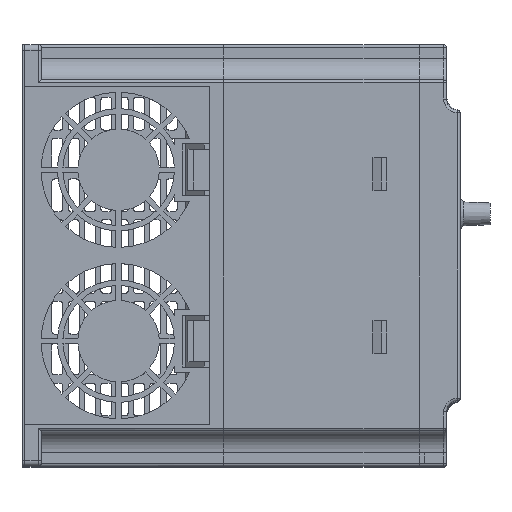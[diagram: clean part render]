
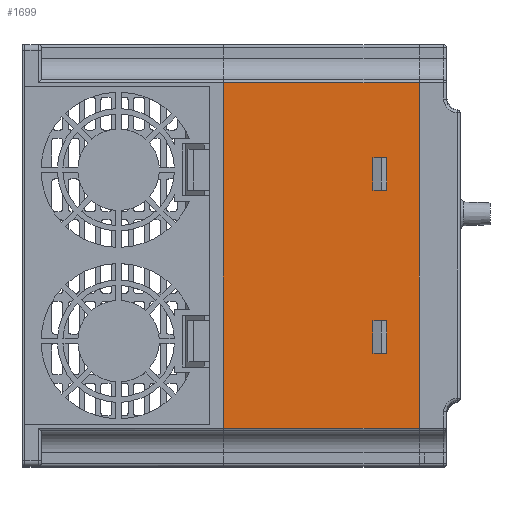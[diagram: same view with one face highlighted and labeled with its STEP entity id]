
A CAD part, top view. The second image highlights one B-rep face of the part: STEP entity #1699.
In plain terms, the highlighted planar face has unit normal (0, 0, 1).
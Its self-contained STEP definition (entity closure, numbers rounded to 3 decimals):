
#1699=ADVANCED_FACE('',(#14460,#14462,#14464),#14466,.T.);
#14460=FACE_BOUND('',#14461,.T.);
#14461=EDGE_LOOP('',(#29469,#29470,#29471,#29472));
#14462=FACE_BOUND('',#14463,.T.);
#14463=EDGE_LOOP('',(#29473,#29474,#29475,#29476));
#14464=FACE_BOUND('',#14465,.T.);
#14465=EDGE_LOOP('',(#29477,#29478,#29479,#29480));
#14466=PLANE('',#14467);
#14467=AXIS2_PLACEMENT_3D('',#14468,#14469,#14470);
#14468=CARTESIAN_POINT('',(0.,64.5,112.5));
#14469=DIRECTION('',(0.,0.,1.));
#14470=DIRECTION('',(0.,-1.,0.));
#29469=ORIENTED_EDGE('',*,*,#37183,.T.);
#29470=ORIENTED_EDGE('',*,*,#36919,.F.);
#29471=ORIENTED_EDGE('',*,*,#37182,.F.);
#29472=ORIENTED_EDGE('',*,*,#37184,.T.);
#29473=ORIENTED_EDGE('',*,*,#37185,.T.);
#29474=ORIENTED_EDGE('',*,*,#37186,.T.);
#29475=ORIENTED_EDGE('',*,*,#37187,.T.);
#29476=ORIENTED_EDGE('',*,*,#37188,.T.);
#29477=ORIENTED_EDGE('',*,*,#37189,.T.);
#29478=ORIENTED_EDGE('',*,*,#37190,.T.);
#29479=ORIENTED_EDGE('',*,*,#37191,.T.);
#29480=ORIENTED_EDGE('',*,*,#37192,.T.);
#36919=EDGE_CURVE('',#44812,#44814,#44815,.T.);
#37182=EDGE_CURVE('',#45239,#44812,#45241,.T.);
#37183=EDGE_CURVE('',#45242,#44814,#45243,.T.);
#37184=EDGE_CURVE('',#45239,#45242,#45244,.T.);
#37185=EDGE_CURVE('',#45245,#45246,#45247,.F.);
#37186=EDGE_CURVE('',#45246,#45248,#45249,.F.);
#37187=EDGE_CURVE('',#45248,#45250,#45251,.F.);
#37188=EDGE_CURVE('',#45250,#45245,#45252,.F.);
#37189=EDGE_CURVE('',#45253,#45254,#45255,.F.);
#37190=EDGE_CURVE('',#45254,#45256,#45257,.F.);
#37191=EDGE_CURVE('',#45256,#45258,#45259,.F.);
#37192=EDGE_CURVE('',#45258,#45253,#45260,.F.);
#44812=VERTEX_POINT('',#61773);
#44814=VERTEX_POINT('',#61778);
#44815=LINE('',#61779,#61780);
#45239=VERTEX_POINT('',#62786);
#45241=LINE('',#62791,#62792);
#45242=VERTEX_POINT('',#62794);
#45243=LINE('',#62795,#62796);
#45244=LINE('',#62798,#62799);
#45245=VERTEX_POINT('',#62801);
#45246=VERTEX_POINT('',#62802);
#45247=LINE('',#62803,#62804);
#45248=VERTEX_POINT('',#62806);
#45249=LINE('',#62807,#62808);
#45250=VERTEX_POINT('',#62810);
#45251=LINE('',#62811,#62812);
#45252=LINE('',#62814,#62815);
#45253=VERTEX_POINT('',#62817);
#45254=VERTEX_POINT('',#62818);
#45255=LINE('',#62819,#62820);
#45256=VERTEX_POINT('',#62822);
#45257=LINE('',#62823,#62824);
#45258=VERTEX_POINT('',#62826);
#45259=LINE('',#62827,#62828);
#45260=LINE('',#62830,#62831);
#61773=CARTESIAN_POINT('',(72.,63.5,112.5));
#61778=CARTESIAN_POINT('',(72.,-63.5,112.5));
#61779=CARTESIAN_POINT('',(72.,63.5,112.5));
#61780=VECTOR('',#61781,1.);
#61781=DIRECTION('',(0.,-1.,0.));
#62786=CARTESIAN_POINT('',(0.,63.5,112.5));
#62791=CARTESIAN_POINT('',(0.,63.5,112.5));
#62792=VECTOR('',#62793,1.);
#62793=DIRECTION('',(1.,0.,0.));
#62794=CARTESIAN_POINT('',(0.,-63.5,112.5));
#62795=CARTESIAN_POINT('',(0.,-63.5,112.5));
#62796=VECTOR('',#62797,1.);
#62797=DIRECTION('',(1.,0.,0.));
#62798=CARTESIAN_POINT('',(0.,63.5,112.5));
#62799=VECTOR('',#62800,1.);
#62800=DIRECTION('',(0.,-1.,0.));
#62801=CARTESIAN_POINT('',(55.,36.,112.5));
#62802=CARTESIAN_POINT('',(60.,36.,112.5));
#62803=CARTESIAN_POINT('',(60.,36.,112.5));
#62804=VECTOR('',#62805,1.);
#62805=DIRECTION('',(-1.,0.,0.));
#62806=CARTESIAN_POINT('',(60.,24.,112.5));
#62807=CARTESIAN_POINT('',(60.,24.,112.5));
#62808=VECTOR('',#62809,1.);
#62809=DIRECTION('',(0.,1.,0.));
#62810=CARTESIAN_POINT('',(55.,24.,112.5));
#62811=CARTESIAN_POINT('',(55.,24.,112.5));
#62812=VECTOR('',#62813,1.);
#62813=DIRECTION('',(1.,0.,0.));
#62814=CARTESIAN_POINT('',(55.,36.,112.5));
#62815=VECTOR('',#62816,1.);
#62816=DIRECTION('',(0.,-1.,0.));
#62817=CARTESIAN_POINT('',(55.,-24.,112.5));
#62818=CARTESIAN_POINT('',(60.,-24.,112.5));
#62819=CARTESIAN_POINT('',(60.,-24.,112.5));
#62820=VECTOR('',#62821,1.);
#62821=DIRECTION('',(-1.,0.,0.));
#62822=CARTESIAN_POINT('',(60.,-36.,112.5));
#62823=CARTESIAN_POINT('',(60.,-36.,112.5));
#62824=VECTOR('',#62825,1.);
#62825=DIRECTION('',(0.,1.,0.));
#62826=CARTESIAN_POINT('',(55.,-36.,112.5));
#62827=CARTESIAN_POINT('',(55.,-36.,112.5));
#62828=VECTOR('',#62829,1.);
#62829=DIRECTION('',(1.,0.,0.));
#62830=CARTESIAN_POINT('',(55.,-24.,112.5));
#62831=VECTOR('',#62832,1.);
#62832=DIRECTION('',(0.,-1.,0.));
